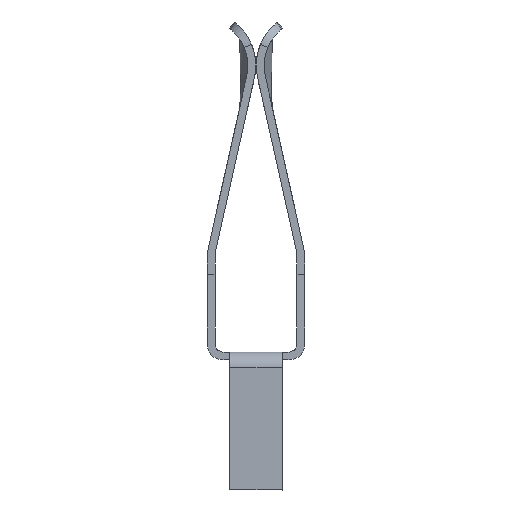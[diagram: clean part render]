
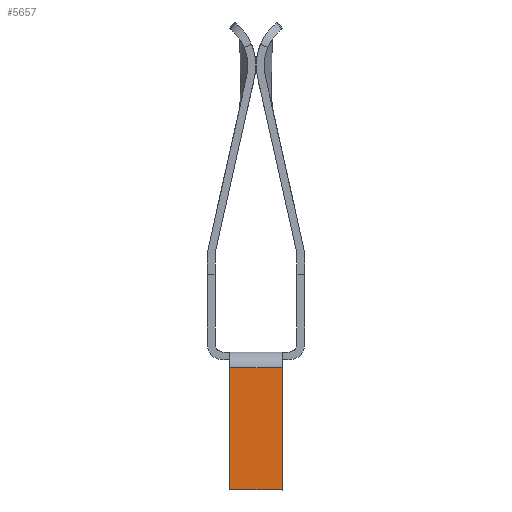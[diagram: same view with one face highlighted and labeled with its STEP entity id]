
A CAD part, left-side view. The second image highlights one B-rep face of the part: STEP entity #5657.
In plain terms, the highlighted planar face has unit normal (-1, 0, 0).
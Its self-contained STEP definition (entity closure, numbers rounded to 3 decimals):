
#85=PLANE('',#6005);
#492=LINE('',#11757,#1052);
#493=LINE('',#11760,#1053);
#501=LINE('',#11790,#1061);
#502=LINE('',#11792,#1062);
#503=LINE('',#11793,#1063);
#1052=VECTOR('',#6600,10.);
#1053=VECTOR('',#6603,10.);
#1061=VECTOR('',#6617,10.);
#1062=VECTOR('',#6618,10.);
#1063=VECTOR('',#6619,10.);
#1631=FACE_OUTER_BOUND('',#1981,.T.);
#1981=EDGE_LOOP('',(#4316,#4317,#4318,#4319,#4320));
#2738=VERTEX_POINT('',#11750);
#2741=VERTEX_POINT('',#11755);
#2742=VERTEX_POINT('',#11759);
#2749=VERTEX_POINT('',#11789);
#2750=VERTEX_POINT('',#11791);
#3322=EDGE_CURVE('',#2738,#2741,#492,.T.);
#3323=EDGE_CURVE('',#2742,#2738,#493,.T.);
#3334=EDGE_CURVE('',#2741,#2749,#501,.T.);
#3335=EDGE_CURVE('',#2750,#2749,#502,.T.);
#3336=EDGE_CURVE('',#2742,#2750,#503,.T.);
#4316=ORIENTED_EDGE('',*,*,#3323,.T.);
#4317=ORIENTED_EDGE('',*,*,#3322,.T.);
#4318=ORIENTED_EDGE('',*,*,#3334,.T.);
#4319=ORIENTED_EDGE('',*,*,#3335,.F.);
#4320=ORIENTED_EDGE('',*,*,#3336,.F.);
#5657=ADVANCED_FACE('',(#1631),#85,.T.);
#6005=AXIS2_PLACEMENT_3D('',#11788,#6615,#6616);
#6600=DIRECTION('',(0.,0.,-1.));
#6603=DIRECTION('',(0.,1.,0.));
#6615=DIRECTION('center_axis',(-1.,0.,0.));
#6616=DIRECTION('ref_axis',(0.,0.,1.));
#6617=DIRECTION('',(0.,-1.,0.));
#6618=DIRECTION('',(0.,1.,0.));
#6619=DIRECTION('',(0.,0.,-1.));
#11750=CARTESIAN_POINT('',(-17.47,0.5,-0.15));
#11755=CARTESIAN_POINT('',(-17.47,0.5,-2.48));
#11757=CARTESIAN_POINT('',(-17.47,0.5,0.695));
#11759=CARTESIAN_POINT('',(-17.47,-0.5,-0.15));
#11760=CARTESIAN_POINT('',(-17.47,0.,-0.15));
#11788=CARTESIAN_POINT('Origin',(-17.47,0.,
7.44));
#11789=CARTESIAN_POINT('',(-17.47,0.,-2.48));
#11790=CARTESIAN_POINT('',(-17.47,0.5,-2.48));
#11791=CARTESIAN_POINT('',(-17.47,-0.5,-2.48));
#11792=CARTESIAN_POINT('',(-17.47,-0.5,-2.48));
#11793=CARTESIAN_POINT('',(-17.47,-0.5,0.695));
